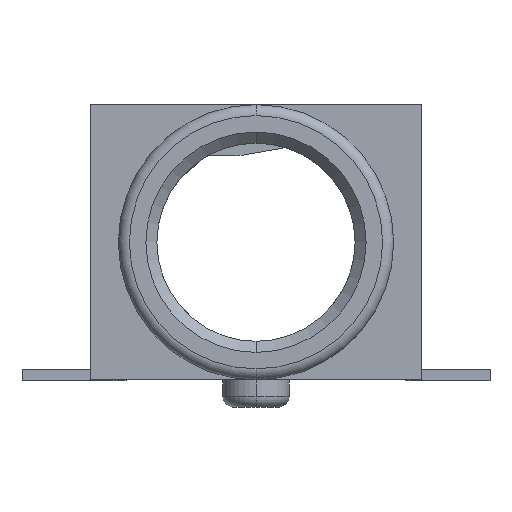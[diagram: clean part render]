
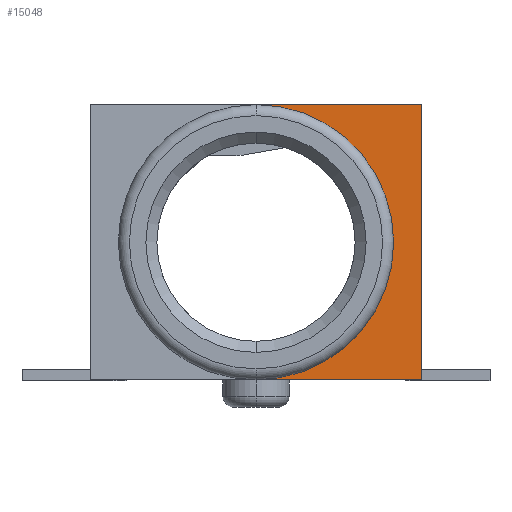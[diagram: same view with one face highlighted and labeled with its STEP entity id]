
A CAD part, left-side view. The second image highlights one B-rep face of the part: STEP entity #15048.
In plain terms, the highlighted planar face has unit normal (-1, 0, 0).
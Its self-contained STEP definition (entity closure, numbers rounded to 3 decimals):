
#628 = ORIENTED_EDGE ( 'NONE', *, *, #19167, .T. ) ;
#1369 = CARTESIAN_POINT ( 'NONE',  ( -5.75, 0., 0. ) ) ;
#1924 = CARTESIAN_POINT ( 'NONE',  ( -5.75, 0., 5. ) ) ;
#2474 = VECTOR ( 'NONE', #21674, 1000. ) ;
#2586 = LINE ( 'NONE', #14233, #2474 ) ;
#2750 = PLANE ( 'NONE',  #10292 ) ;
#4265 = CARTESIAN_POINT ( 'NONE',  ( -5.75, 0., 2.5 ) ) ;
#4385 = DIRECTION ( 'NONE',  ( -1., 0., 0. ) ) ;
#4442 = LINE ( 'NONE', #6281, #16945 ) ;
#5464 = CARTESIAN_POINT ( 'NONE',  ( -5.75, -3., 0. ) ) ;
#6234 = DIRECTION ( 'NONE',  ( 0., 0., -1. ) ) ;
#6281 = CARTESIAN_POINT ( 'NONE',  ( -5.75, -3., 5. ) ) ;
#6295 = FACE_OUTER_BOUND ( 'NONE', #14311, .T. ) ;
#8155 = DIRECTION ( 'NONE',  ( 0., 0., 1. ) ) ;
#9401 = DIRECTION ( 'NONE',  ( 0., -1., 0. ) ) ;
#10292 = AXIS2_PLACEMENT_3D ( 'NONE', #12202, #13558, #8155 ) ;
#10942 = VERTEX_POINT ( 'NONE', #5464 ) ;
#12202 = CARTESIAN_POINT ( 'NONE',  ( -5.75, 3., 5. ) ) ;
#12583 = ORIENTED_EDGE ( 'NONE', *, *, #22964, .F. ) ;
#13101 = VERTEX_POINT ( 'NONE', #1369 ) ;
#13558 = DIRECTION ( 'NONE',  ( 1., 0., 0. ) ) ;
#14233 = CARTESIAN_POINT ( 'NONE',  ( -5.75, 3., 5. ) ) ;
#14311 = EDGE_LOOP ( 'NONE', ( #12583, #628, #21815, #20576 ) ) ;
#15048 = ADVANCED_FACE ( 'NONE', ( #6295 ), #2750, .F. ) ;
#15732 = VERTEX_POINT ( 'NONE', #18414 ) ;
#15873 = AXIS2_PLACEMENT_3D ( 'NONE', #4265, #4385, #6234 ) ;
#16480 = VECTOR ( 'NONE', #9401, 1000. ) ;
#16945 = VECTOR ( 'NONE', #17709, 1000. ) ;
#17709 = DIRECTION ( 'NONE',  ( 0., 0., -1. ) ) ;
#18414 = CARTESIAN_POINT ( 'NONE',  ( -5.75, -3., 5. ) ) ;
#19167 = EDGE_CURVE ( 'NONE', #13101, #10942, #22494, .T. ) ;
#20366 = EDGE_CURVE ( 'NONE', #15732, #10942, #4442, .T. ) ;
#20576 = ORIENTED_EDGE ( 'NONE', *, *, #21286, .F. ) ;
#20894 = CARTESIAN_POINT ( 'NONE',  ( -5.75, 3., 0. ) ) ;
#21286 = EDGE_CURVE ( 'NONE', #24208, #15732, #2586, .T. ) ;
#21674 = DIRECTION ( 'NONE',  ( 0., -1., 0. ) ) ;
#21815 = ORIENTED_EDGE ( 'NONE', *, *, #20366, .F. ) ;
#22120 = CIRCLE ( 'NONE', #15873, 2.5 ) ;
#22494 = LINE ( 'NONE', #20894, #16480 ) ;
#22964 = EDGE_CURVE ( 'NONE', #13101, #24208, #22120, .T. ) ;
#24208 = VERTEX_POINT ( 'NONE', #1924 ) ;
